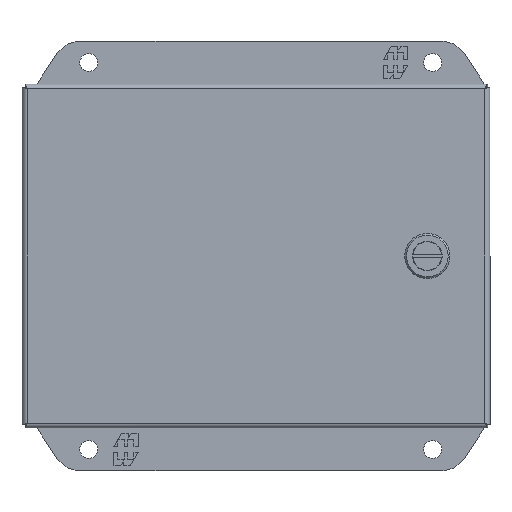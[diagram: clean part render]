
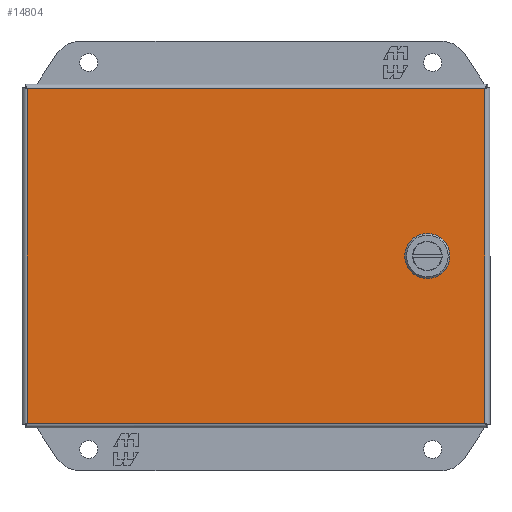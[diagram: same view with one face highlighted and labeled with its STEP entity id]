
A CAD part, front view. The second image highlights one B-rep face of the part: STEP entity #14804.
In plain terms, the highlighted planar face has unit normal (0, -1, 0).
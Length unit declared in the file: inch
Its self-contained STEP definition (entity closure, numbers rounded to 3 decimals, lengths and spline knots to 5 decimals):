
#457 = VERTEX_POINT ( 'NONE', #5287 ) ;
#579 = CARTESIAN_POINT ( 'NONE',  ( 3.23768, -4.11133, -0.07559 ) ) ;
#707 = CARTESIAN_POINT ( 'NONE',  ( -4.07332, -4.11133, 2.914 ) ) ;
#831 = CARTESIAN_POINT ( 'NONE',  ( 2.83109, -4.11133, 0.331 ) ) ;
#1166 = LINE ( 'NONE', #20311, #10508 ) ;
#1368 = CARTESIAN_POINT ( 'NONE',  ( 3.23768, -4.11133, 0.07559 ) ) ;
#1395 = VERTEX_POINT ( 'NONE', #1368 ) ;
#1522 = DIRECTION ( 'NONE',  ( 1., 0., 0. ) ) ;
#1544 = CARTESIAN_POINT ( 'NONE',  ( 2.83109, -4.11133, 0.331 ) ) ;
#1862 = DIRECTION ( 'NONE',  ( 0., 0., -1. ) ) ;
#1959 = LINE ( 'NONE', #14641, #12120 ) ;
#2439 = ORIENTED_EDGE ( 'NONE', *, *, #17758, .F. ) ;
#2463 = EDGE_CURVE ( 'NONE', #17987, #3696, #9329, .T. ) ;
#2495 = CARTESIAN_POINT ( 'NONE',  ( 2.57568, -4.11133, -0.07559 ) ) ;
#2638 = ORIENTED_EDGE ( 'NONE', *, *, #13820, .F. ) ;
#2825 = ORIENTED_EDGE ( 'NONE', *, *, #9863, .T. ) ;
#2918 = LINE ( 'NONE', #9147, #18713 ) ;
#3084 = CARTESIAN_POINT ( 'NONE',  ( 2.98226, -4.11133, 0.331 ) ) ;
#3247 = DIRECTION ( 'NONE',  ( 0.707, 0., -0.707 ) ) ;
#3340 = LINE ( 'NONE', #14644, #3474 ) ;
#3474 = VECTOR ( 'NONE', #1862, 39.37008 ) ;
#3512 = VECTOR ( 'NONE', #1522, 39.37008 ) ;
#3696 = VERTEX_POINT ( 'NONE', #15226 ) ;
#3724 = VERTEX_POINT ( 'NONE', #4809 ) ;
#4237 = DIRECTION ( 'NONE',  ( 0.707, 0., 0.707 ) ) ;
#4635 = VECTOR ( 'NONE', #6762, 39.37008 ) ;
#4636 = LINE ( 'NONE', #17300, #6090 ) ;
#4737 = DIRECTION ( 'NONE',  ( 0., -1., 0. ) ) ;
#4809 = CARTESIAN_POINT ( 'NONE',  ( 2.83109, -4.11133, -0.331 ) ) ;
#4890 = DIRECTION ( 'NONE',  ( 0., 0., 1. ) ) ;
#5287 = CARTESIAN_POINT ( 'NONE',  ( 3.91268, -4.11133, 2.914 ) ) ;
#5653 = VECTOR ( 'NONE', #14867, 39.37008 ) ;
#5681 = EDGE_CURVE ( 'NONE', #16675, #16145, #15232, .T. ) ;
#5732 = ORIENTED_EDGE ( 'NONE', *, *, #9833, .F. ) ;
#6090 = VECTOR ( 'NONE', #6486, 39.37008 ) ;
#6281 = FACE_OUTER_BOUND ( 'NONE', #11903, .T. ) ;
#6472 = VERTEX_POINT ( 'NONE', #7741 ) ;
#6486 = DIRECTION ( 'NONE',  ( -0.707, 0., -0.707 ) ) ;
#6762 = DIRECTION ( 'NONE',  ( -1., 0., 0. ) ) ;
#6852 = VERTEX_POINT ( 'NONE', #1544 ) ;
#6856 = DIRECTION ( 'NONE',  ( -1., 0., 0. ) ) ;
#6903 = ORIENTED_EDGE ( 'NONE', *, *, #16691, .F. ) ;
#6914 = ORIENTED_EDGE ( 'NONE', *, *, #2463, .T. ) ;
#7217 = CARTESIAN_POINT ( 'NONE',  ( 3.23768, -4.11133, -0.07559 ) ) ;
#7437 = ORIENTED_EDGE ( 'NONE', *, *, #11151, .F. ) ;
#7624 = LINE ( 'NONE', #17281, #9393 ) ;
#7741 = CARTESIAN_POINT ( 'NONE',  ( 2.57568, -4.11133, -0.07559 ) ) ;
#7870 = CARTESIAN_POINT ( 'NONE',  ( -4.07332, -4.11133, -2.914 ) ) ;
#8592 = ORIENTED_EDGE ( 'NONE', *, *, #10777, .T. ) ;
#8743 = CARTESIAN_POINT ( 'NONE',  ( 2.57568, -4.11133, 0.07559 ) ) ;
#9124 = EDGE_LOOP ( 'NONE', ( #18491, #16344, #2439, #2638, #6903, #7437, #5732, #19871 ) ) ;
#9147 = CARTESIAN_POINT ( 'NONE',  ( 2.98226, -4.11133, 0.331 ) ) ;
#9310 = FACE_BOUND ( 'NONE', #9124, .T. ) ;
#9329 = LINE ( 'NONE', #7870, #3512 ) ;
#9393 = VECTOR ( 'NONE', #3247, 39.37008 ) ;
#9833 = EDGE_CURVE ( 'NONE', #16145, #1395, #1959, .T. ) ;
#9863 = EDGE_CURVE ( 'NONE', #457, #20165, #13495, .T. ) ;
#10370 = VERTEX_POINT ( 'NONE', #3084 ) ;
#10508 = VECTOR ( 'NONE', #15094, 39.37008 ) ;
#10509 = VERTEX_POINT ( 'NONE', #8743 ) ;
#10535 = LINE ( 'NONE', #15201, #10931 ) ;
#10777 = EDGE_CURVE ( 'NONE', #20165, #17987, #3340, .T. ) ;
#10931 = VECTOR ( 'NONE', #13862, 39.37008 ) ;
#11064 = DIRECTION ( 'NONE',  ( 0., 0., -1. ) ) ;
#11151 = EDGE_CURVE ( 'NONE', #1395, #10370, #2918, .T. ) ;
#11903 = EDGE_LOOP ( 'NONE', ( #16943, #2825, #8592, #6914 ) ) ;
#12120 = VECTOR ( 'NONE', #4890, 39.37008 ) ;
#12257 = DIRECTION ( 'NONE',  ( -0.707, 0., 0.707 ) ) ;
#12621 = PLANE ( 'NONE',  #15143 ) ;
#13495 = LINE ( 'NONE', #707, #13777 ) ;
#13724 = VECTOR ( 'NONE', #4237, 39.37008 ) ;
#13777 = VECTOR ( 'NONE', #6856, 39.37008 ) ;
#13820 = EDGE_CURVE ( 'NONE', #6852, #10509, #4636, .T. ) ;
#13862 = DIRECTION ( 'NONE',  ( 0., 0., 1. ) ) ;
#14194 = EDGE_CURVE ( 'NONE', #6472, #3724, #7624, .T. ) ;
#14641 = CARTESIAN_POINT ( 'NONE',  ( 3.23768, -4.11133, 0.07559 ) ) ;
#14644 = CARTESIAN_POINT ( 'NONE',  ( -4.07332, -4.11133, -2.914 ) ) ;
#14652 = LINE ( 'NONE', #831, #4635 ) ;
#14754 = CARTESIAN_POINT ( 'NONE',  ( 2.98226, -4.11133, -0.331 ) ) ;
#14804 = ADVANCED_FACE ( 'NONE', ( #9310, #6281 ), #12621, .T. ) ;
#14867 = DIRECTION ( 'NONE',  ( 0., 0., -1. ) ) ;
#14945 = EDGE_CURVE ( 'NONE', #3724, #16675, #1166, .T. ) ;
#15094 = DIRECTION ( 'NONE',  ( 1., 0., 0. ) ) ;
#15143 = AXIS2_PLACEMENT_3D ( 'NONE', #18967, #4737, #11064 ) ;
#15201 = CARTESIAN_POINT ( 'NONE',  ( 3.91268, -4.11133, -2.914 ) ) ;
#15226 = CARTESIAN_POINT ( 'NONE',  ( 3.91268, -4.11133, -2.914 ) ) ;
#15232 = LINE ( 'NONE', #579, #13724 ) ;
#16145 = VERTEX_POINT ( 'NONE', #7217 ) ;
#16220 = EDGE_CURVE ( 'NONE', #3696, #457, #10535, .T. ) ;
#16344 = ORIENTED_EDGE ( 'NONE', *, *, #14194, .F. ) ;
#16411 = LINE ( 'NONE', #2495, #5653 ) ;
#16675 = VERTEX_POINT ( 'NONE', #14754 ) ;
#16691 = EDGE_CURVE ( 'NONE', #10370, #6852, #14652, .T. ) ;
#16943 = ORIENTED_EDGE ( 'NONE', *, *, #16220, .T. ) ;
#17281 = CARTESIAN_POINT ( 'NONE',  ( 2.83109, -4.11133, -0.331 ) ) ;
#17300 = CARTESIAN_POINT ( 'NONE',  ( 2.57568, -4.11133, 0.07559 ) ) ;
#17654 = CARTESIAN_POINT ( 'NONE',  ( -4.07332, -4.11133, -2.914 ) ) ;
#17663 = CARTESIAN_POINT ( 'NONE',  ( -4.07332, -4.11133, 2.914 ) ) ;
#17758 = EDGE_CURVE ( 'NONE', #10509, #6472, #16411, .T. ) ;
#17987 = VERTEX_POINT ( 'NONE', #17654 ) ;
#18491 = ORIENTED_EDGE ( 'NONE', *, *, #14945, .F. ) ;
#18713 = VECTOR ( 'NONE', #12257, 39.37008 ) ;
#18967 = CARTESIAN_POINT ( 'NONE',  ( -4.07332, -4.11133, -2.914 ) ) ;
#19871 = ORIENTED_EDGE ( 'NONE', *, *, #5681, .F. ) ;
#20165 = VERTEX_POINT ( 'NONE', #17663 ) ;
#20311 = CARTESIAN_POINT ( 'NONE',  ( 2.98226, -4.11133, -0.331 ) ) ;
